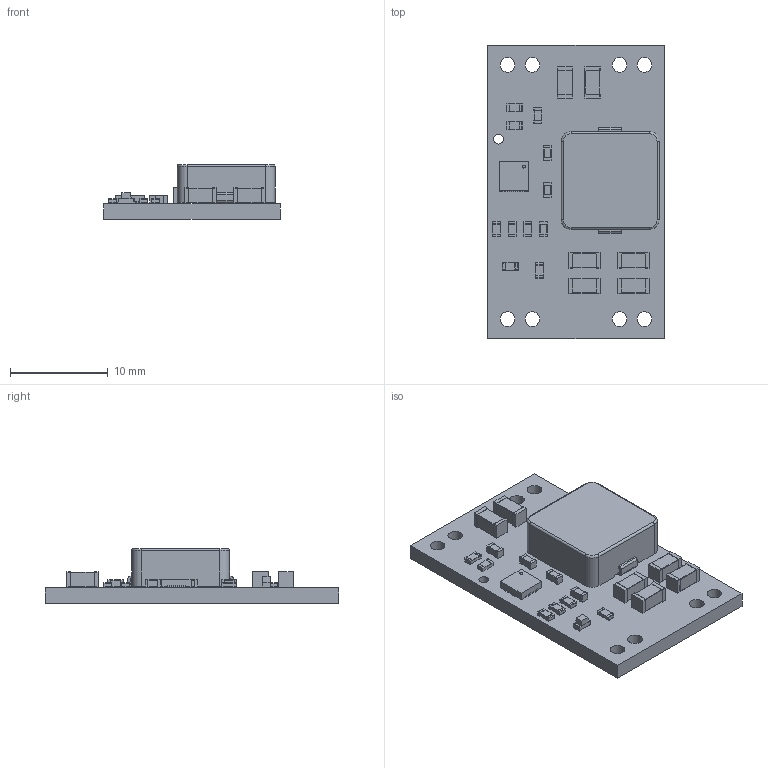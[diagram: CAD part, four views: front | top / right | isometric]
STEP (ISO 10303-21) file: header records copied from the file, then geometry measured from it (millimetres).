
FILE_DESCRIPTION(/* description */ (''),/* implementation_level */ '2;1');
FILE_NAME(/* name */ 'MINI560_.step.step',/* time_stamp */ '2023-11-15T20:24:28+01:00',/* author */ (''),/* organization */ (''),/* preprocessor_version */ 'ST-DEVELOPER v20',/* originating_system */ 'Autodesk Translation Framework v12.14.0.127',/* authorisation */ '');
FILE_SCHEMA (('AUTOMOTIVE_DESIGN { 1 0 10303 214 3 1 1 }'));
Length unit declared in the file: millimetre
Products named in the file (17): (Sin guardar); MINI560; 10x10mm; SHELL; SHELL (2); SHELL ; kicad_module_3D_MINI560 PCB; VQFN-20-3x3mm; COMPOUND; LED_0603_1608Metric; SOLID (3); C_0603_1608Metric; SOLID (2); R_0603_1608Metric; SOLID; C_1206_3216Metric; SOLID (1)
Assembly tree (29 placements, depth 4):
  (Sin guardar)
    MINI560
      R_0603_1608Metric  x6
        SOLID
      C_1206_3216Metric  x6
        SOLID (1)
      C_0603_1608Metric  x4
        SOLID (2)
      10x10mm
        SHELL
        SHELL (2)
        SHELL 
      kicad_module_3D_MINI560 PCB
      VQFN-20-3x3mm
        COMPOUND
      LED_0603_1608Metric
        SOLID (3)
Bounding box: 18 x 30 x 5.62 mm (x, y, z)
Volume: 1284.2 mm3; surface area: 1912.8 mm2
Topology: 43 solids, 43 shells, 788 faces, 1997 edges, 1318 vertices
Faces by surface type: plane 586, cylinder 198, torus 4
Full cylindrical faces by diameter (mm): 0.3 x1, 1 x1, 1.5 x8
Entity records: 13496 total; most frequent: CARTESIAN_POINT 2275, DIRECTION 2169, ORIENTED_EDGE 2162, EDGE_CURVE 1081, LINE 953, VECTOR 953, VERTEX_POINT 714, AXIS2_PLACEMENT_3D 608
